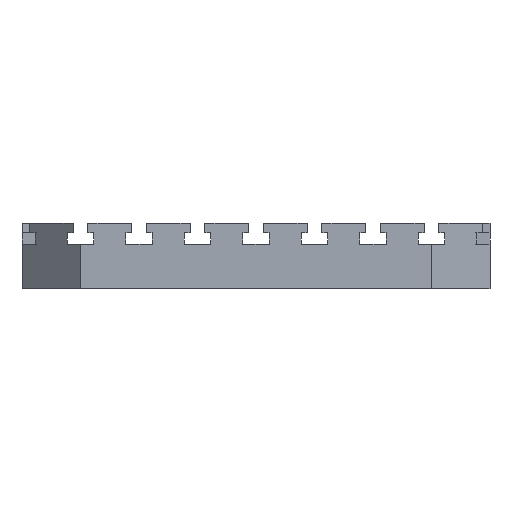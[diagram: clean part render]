
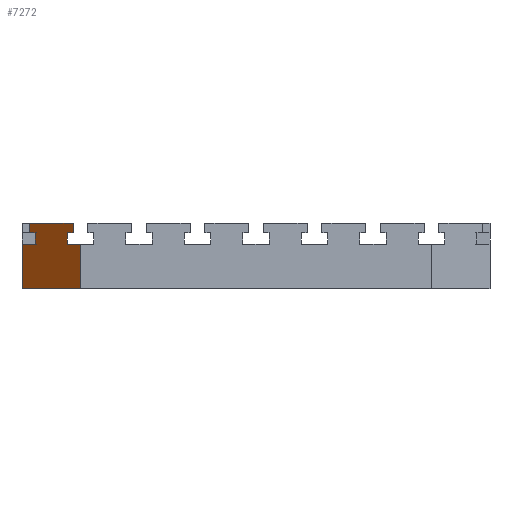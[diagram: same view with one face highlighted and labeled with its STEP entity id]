
A CAD part, front view. The second image highlights one B-rep face of the part: STEP entity #7272.
In plain terms, the highlighted planar face has unit normal (-0.707, -0.707, 0).
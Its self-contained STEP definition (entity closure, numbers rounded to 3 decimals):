
#3330=EDGE_CURVE('',#8546,#9620,#9894,.T.);
#3610=EDGE_CURVE('',#4962,#6954,#10208,.T.);
#3872=VERTEX_POINT('',#10491);
#4580=VERTEX_POINT('',#11267);
#4602=EDGE_CURVE('',#8008,#3872,#11293,.T.);
#4962=VERTEX_POINT('',#11691);
#5032=EDGE_CURVE('',#6914,#8546,#11764,.T.);
#5064=EDGE_CURVE('',#6954,#4580,#11801,.T.);
#5628=EDGE_CURVE('',#8656,#6246,#12429,.T.);
#5782=EDGE_CURVE('',#8008,#8656,#12603,.T.);
#6246=VERTEX_POINT('',#13110);
#6648=EDGE_CURVE('',#9208,#3872,#13587,.T.);
#6914=VERTEX_POINT('',#13882);
#6954=VERTEX_POINT('',#13927);
#7272=ADVANCED_FACE('',(#14281),#14282,.T.);
#7306=EDGE_CURVE('',#9620,#9780,#14318,.T.);
#7422=EDGE_CURVE('',#4580,#9208,#14442,.T.);
#7800=EDGE_CURVE('',#9780,#4962,#14856,.T.);
#8008=VERTEX_POINT('',#15084);
#8524=EDGE_CURVE('',#6246,#6914,#15648,.T.);
#8546=VERTEX_POINT('',#15670);
#8656=VERTEX_POINT('',#15788);
#9208=VERTEX_POINT('',#16393);
#9620=VERTEX_POINT('',#16849);
#9780=VERTEX_POINT('',#17031);
#9894=LINE('',#17161,#17162);
#10208=LINE('',#17611,#17612);
#10491=CARTESIAN_POINT('',(-120.0,-160.0,0.0));
#11267=CARTESIAN_POINT('',(-160.0,-120.0,30.5));
#11293=LINE('',#19160,#19161);
#11691=CARTESIAN_POINT('',(-151.0,-129.0,38.5));
#11764=LINE('',#19833,#19834);
#11801=LINE('',#19886,#19887);
#12429=LINE('',#20796,#20797);
#12603=LINE('',#21034,#21035);
#13110=CARTESIAN_POINT('',(-129.0,-151.0,38.5));
#13587=LINE('',#22453,#22454);
#13882=CARTESIAN_POINT('',(-125.0,-155.0,38.5));
#13927=CARTESIAN_POINT('',(-151.0,-129.0,30.5));
#14281=FACE_OUTER_BOUND('',#23426,.T.);
#14282=PLANE('',#23427);
#14318=LINE('',#23478,#23479);
#14442=LINE('',#23657,#23658);
#14856=LINE('',#24269,#24270);
#15084=CARTESIAN_POINT('',(-120.0,-160.0,30.5));
#15648=LINE('',#25427,#25428);
#15670=CARTESIAN_POINT('',(-125.0,-155.0,45.0));
#15788=CARTESIAN_POINT('',(-129.0,-151.0,30.5));
#16393=CARTESIAN_POINT('',(-160.0,-120.0,0.0));
#16849=CARTESIAN_POINT('',(-155.0,-125.0,45.0));
#17031=CARTESIAN_POINT('',(-155.0,-125.0,38.5));
#17161=CARTESIAN_POINT('',(-120.0,-160.0,45.0));
#17162=VECTOR('',#27535,1000.0);
#17611=CARTESIAN_POINT('',(-151.0,-129.0,0.0));
#17612=VECTOR('',#27878,1000.0);
#19160=CARTESIAN_POINT('',(-120.0,-160.0,0.0));
#19161=VECTOR('',#28919,1000.0);
#19833=CARTESIAN_POINT('',(-125.0,-155.0,0.0));
#19834=VECTOR('',#29340,1000.0);
#19886=CARTESIAN_POINT('',(-120.0,-160.0,30.5));
#19887=VECTOR('',#29378,1000.0);
#20796=CARTESIAN_POINT('',(-129.0,-151.0,0.0));
#20797=VECTOR('',#30063,1000.0);
#21034=CARTESIAN_POINT('',(-120.0,-160.0,30.5));
#21035=VECTOR('',#30242,1000.0);
#22453=CARTESIAN_POINT('',(-160.0,-120.0,0.0));
#22454=VECTOR('',#31436,1000.0);
#23426=EDGE_LOOP('',(#32142,#32143,#32144,#32145,#32146,#32147,#32148,#32149,#32150,#32151,#32152,#32153));
#23427=AXIS2_PLACEMENT_3D('',#32154,#32155,#32156);
#23478=CARTESIAN_POINT('',(-155.0,-125.0,0.0));
#23479=VECTOR('',#32180,1000.0);
#23657=CARTESIAN_POINT('',(-160.0,-120.0,0.0));
#23658=VECTOR('',#32274,1000.0);
#24269=CARTESIAN_POINT('',(-120.0,-160.0,38.5));
#24270=VECTOR('',#32663,1000.0);
#25427=CARTESIAN_POINT('',(-120.0,-160.0,38.5));
#25428=VECTOR('',#33387,1000.0);
#27535=DIRECTION('',(-0.707,0.707,0.0));
#27878=DIRECTION('',(0.0,0.0,-1.0));
#28919=DIRECTION('',(0.0,0.0,-1.0));
#29340=DIRECTION('',(0.0,0.0,1.0));
#29378=DIRECTION('',(-0.707,0.707,0.0));
#30063=DIRECTION('',(0.0,0.0,1.0));
#30242=DIRECTION('',(-0.707,0.707,0.0));
#31436=DIRECTION('',(0.707,-0.707,0.0));
#32142=ORIENTED_EDGE('',*,*,#7800,.T.);
#32143=ORIENTED_EDGE('',*,*,#3610,.T.);
#32144=ORIENTED_EDGE('',*,*,#5064,.T.);
#32145=ORIENTED_EDGE('',*,*,#7422,.T.);
#32146=ORIENTED_EDGE('',*,*,#6648,.T.);
#32147=ORIENTED_EDGE('',*,*,#4602,.F.);
#32148=ORIENTED_EDGE('',*,*,#5782,.T.);
#32149=ORIENTED_EDGE('',*,*,#5628,.T.);
#32150=ORIENTED_EDGE('',*,*,#8524,.T.);
#32151=ORIENTED_EDGE('',*,*,#5032,.T.);
#32152=ORIENTED_EDGE('',*,*,#3330,.T.);
#32153=ORIENTED_EDGE('',*,*,#7306,.T.);
#32154=CARTESIAN_POINT('',(-120.0,-160.0,0.0));
#32155=DIRECTION('',(-0.707,-0.707,0.0));
#32156=DIRECTION('',(0.707,-0.707,0.0));
#32180=DIRECTION('',(0.0,0.0,-1.0));
#32274=DIRECTION('',(0.0,0.0,-1.0));
#32663=DIRECTION('',(0.707,-0.707,0.0));
#33387=DIRECTION('',(0.707,-0.707,0.0));
